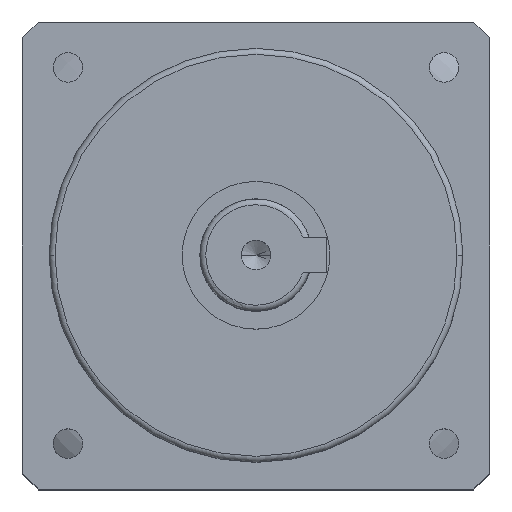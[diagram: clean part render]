
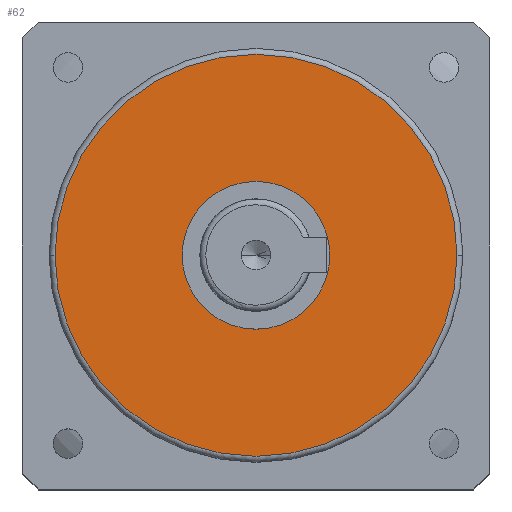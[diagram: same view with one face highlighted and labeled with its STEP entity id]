
A CAD part, top view. The second image highlights one B-rep face of the part: STEP entity #62.
In plain terms, the highlighted planar face has unit normal (0, 0, 1).
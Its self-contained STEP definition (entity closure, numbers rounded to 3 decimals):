
#53 = DIRECTION ( 'NONE',  ( 0., 0., 1. ) ) ;
#62 = ADVANCED_FACE ( 'NONE', ( #4650, #646 ), #4809, .F. ) ;
#519 = CARTESIAN_POINT ( 'NONE',  ( 0., 0., -30. ) ) ;
#532 = AXIS2_PLACEMENT_3D ( 'NONE', #1029, #4532, #1531 ) ;
#646 = FACE_OUTER_BOUND ( 'NONE', #4666, .T. ) ;
#727 = AXIS2_PLACEMENT_3D ( 'NONE', #4036, #2749, #4055 ) ;
#979 = EDGE_LOOP ( 'NONE', ( #4346, #2722 ) ) ;
#1029 = CARTESIAN_POINT ( 'NONE',  ( 0., 0., -30. ) ) ;
#1038 = DIRECTION ( 'NONE',  ( 1., 0., 0. ) ) ;
#1463 = AXIS2_PLACEMENT_3D ( 'NONE', #3063, #53, #3581 ) ;
#1531 = DIRECTION ( 'NONE',  ( 1., 0., 0. ) ) ;
#1720 = DIRECTION ( 'NONE',  ( 0., 0., 1. ) ) ;
#1890 = ORIENTED_EDGE ( 'NONE', *, *, #5672, .T. ) ;
#2687 = AXIS2_PLACEMENT_3D ( 'NONE', #519, #4050, #1038 ) ;
#2691 = CIRCLE ( 'NONE', #5218, 34. ) ;
#2722 = ORIENTED_EDGE ( 'NONE', *, *, #3801, .F. ) ;
#2745 = CIRCLE ( 'NONE', #1463, 12.5 ) ;
#2749 = DIRECTION ( 'NONE',  ( 0., 0., -1. ) ) ;
#2793 = CARTESIAN_POINT ( 'NONE',  ( 12.5, 0., -30. ) ) ;
#2810 = CARTESIAN_POINT ( 'NONE',  ( 34., 0., -30. ) ) ;
#3063 = CARTESIAN_POINT ( 'NONE',  ( 0., 0., -30. ) ) ;
#3080 = VERTEX_POINT ( 'NONE', #2810 ) ;
#3433 = EDGE_CURVE ( 'NONE', #5129, #5348, #2745, .T. ) ;
#3581 = DIRECTION ( 'NONE',  ( 1., 0., 0. ) ) ;
#3801 = EDGE_CURVE ( 'NONE', #5348, #5129, #5886, .T. ) ;
#4036 = CARTESIAN_POINT ( 'NONE',  ( 0., 34., -30. ) ) ;
#4050 = DIRECTION ( 'NONE',  ( 0., 0., 1. ) ) ;
#4055 = DIRECTION ( 'NONE',  ( -1., 0., 0. ) ) ;
#4346 = ORIENTED_EDGE ( 'NONE', *, *, #3433, .F. ) ;
#4532 = DIRECTION ( 'NONE',  ( 0., 0., 1. ) ) ;
#4650 = FACE_BOUND ( 'NONE', #979, .T. ) ;
#4666 = EDGE_LOOP ( 'NONE', ( #1890, #4875 ) ) ;
#4708 = CARTESIAN_POINT ( 'NONE',  ( 0., 0., -30. ) ) ;
#4809 = PLANE ( 'NONE',  #727 ) ;
#4875 = ORIENTED_EDGE ( 'NONE', *, *, #5863, .T. ) ;
#5129 = VERTEX_POINT ( 'NONE', #2793 ) ;
#5205 = DIRECTION ( 'NONE',  ( 1., 0., 0. ) ) ;
#5218 = AXIS2_PLACEMENT_3D ( 'NONE', #4708, #1720, #5205 ) ;
#5348 = VERTEX_POINT ( 'NONE', #5835 ) ;
#5354 = VERTEX_POINT ( 'NONE', #6319 ) ;
#5672 = EDGE_CURVE ( 'NONE', #3080, #5354, #6376, .T. ) ;
#5835 = CARTESIAN_POINT ( 'NONE',  ( -12.5, 0., -30. ) ) ;
#5863 = EDGE_CURVE ( 'NONE', #5354, #3080, #2691, .T. ) ;
#5886 = CIRCLE ( 'NONE', #2687, 12.5 ) ;
#6319 = CARTESIAN_POINT ( 'NONE',  ( -34., 0., -30. ) ) ;
#6376 = CIRCLE ( 'NONE', #532, 34. ) ;
